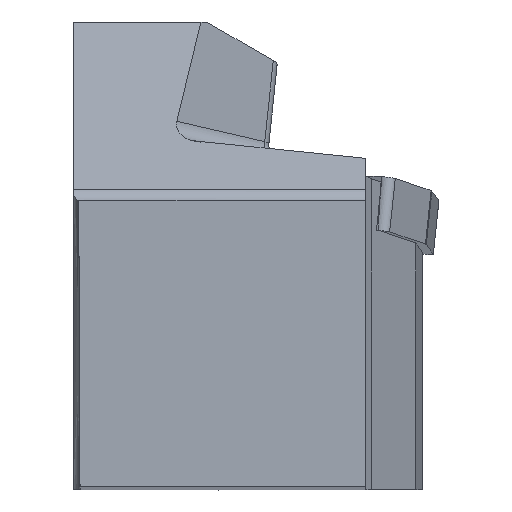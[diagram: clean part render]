
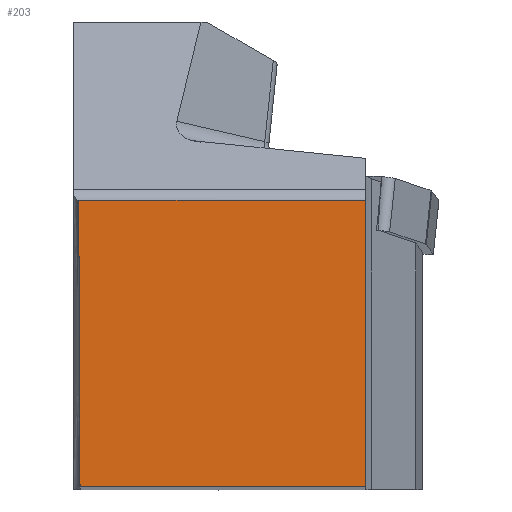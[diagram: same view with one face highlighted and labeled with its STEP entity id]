
A CAD part, top view. The second image highlights one B-rep face of the part: STEP entity #203.
In plain terms, the highlighted planar face has unit normal (0, 0, 1).
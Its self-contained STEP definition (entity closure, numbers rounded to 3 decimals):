
#149=FACE_OUTER_BOUND('',#305,.T.);
#203=ADVANCED_FACE('SHANK_FACE_BACK',(#149),#250,.F.);
#250=PLANE('',#1220);
#305=EDGE_LOOP('',(#545,#546,#547,#548));
#545=ORIENTED_EDGE('',*,*,#861,.F.);
#546=ORIENTED_EDGE('',*,*,#809,.T.);
#547=ORIENTED_EDGE('',*,*,#860,.T.);
#548=ORIENTED_EDGE('',*,*,#862,.F.);
#701=VERTEX_POINT('',#1772);
#702=VERTEX_POINT('',#1774);
#736=VERTEX_POINT('',#1879);
#737=VERTEX_POINT('',#1883);
#809=EDGE_CURVE('',#702,#701,#932,.T.);
#860=EDGE_CURVE('',#701,#736,#972,.T.);
#861=EDGE_CURVE('',#702,#737,#973,.T.);
#862=EDGE_CURVE('',#737,#736,#974,.T.);
#932=LINE('',#1773,#1031);
#972=LINE('',#1880,#1071);
#973=LINE('',#1882,#1072);
#974=LINE('',#1884,#1073);
#1031=VECTOR('',#1383,1.);
#1071=VECTOR('',#1467,1.);
#1072=VECTOR('',#1470,1.);
#1073=VECTOR('',#1471,1.);
#1220=AXIS2_PLACEMENT_3D('',#1885,#1472,#1473);
#1383=DIRECTION('',(1.,0.,0.));
#1467=DIRECTION('',(0.,1.,0.));
#1470=DIRECTION('',(-0.004,1.,0.));
#1471=DIRECTION('',(1.,0.,0.));
#1472=DIRECTION('',(0.,0.,-1.));
#1473=DIRECTION('',(-0.995,0.105,0.));
#1772=CARTESIAN_POINT('',(25.273,0.,0.));
#1773=CARTESIAN_POINT('',(-1.814,0.,0.));
#1774=CARTESIAN_POINT('',(0.11,0.,0.));
#1879=CARTESIAN_POINT('',(25.273,25.273,0.));
#1880=CARTESIAN_POINT('',(25.273,-6.764,0.));
#1882=CARTESIAN_POINT('',(0.817,-161.965,0.));
#1883=CARTESIAN_POINT('',(0.,25.273,0.));
#1884=CARTESIAN_POINT('',(-1.814,25.273,0.));
#1885=CARTESIAN_POINT('',(0.,0.,0.));
